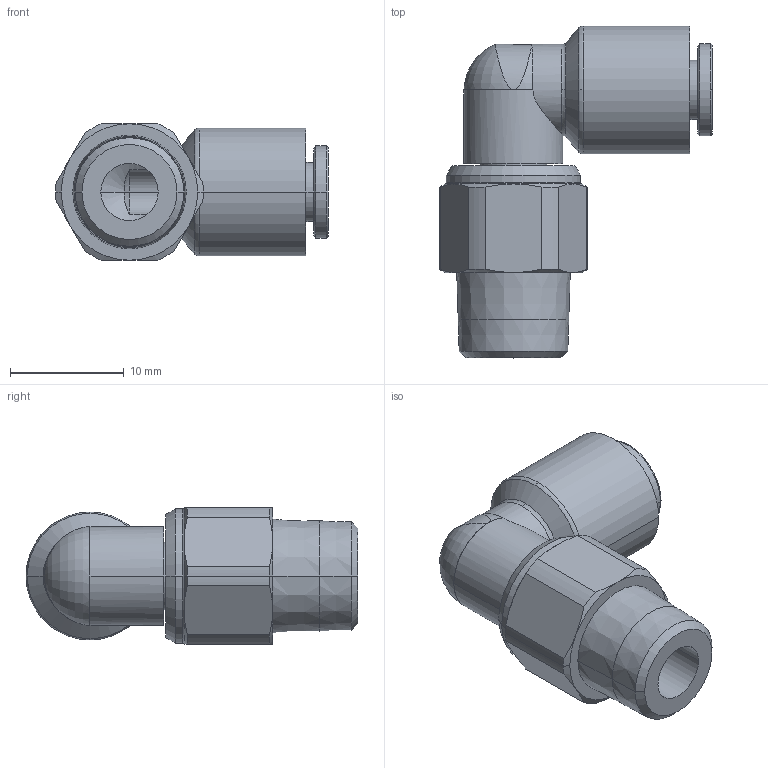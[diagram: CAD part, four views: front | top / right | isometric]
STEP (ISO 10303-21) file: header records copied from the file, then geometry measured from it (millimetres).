
FILE_DESCRIPTION(('STEP AP214'),'1');
FILE_NAME('3159_04_10.stp','2016-07-07T14:53:48',('TraceParts'),('TraceParts S.A.'),'Spatial InterOp 3D',' ',' ');
FILE_SCHEMA(('automotive_design'));
Length unit declared in the file: millimetre
Products named in the file (1): 1
Bounding box: 24 x 29.2 x 12 mm (x, y, z)
Volume: 2743.7 mm3; surface area: 2285.6 mm2
Topology: 1 solids, 1 shells, 88 faces, 211 edges, 132 vertices
Faces by surface type: cone 32, cylinder 29, plane 16, torus 11
Entity records: 3034 total; most frequent: CARTESIAN_POINT 972, DIRECTION 463, ORIENTED_EDGE 422, EDGE_CURVE 211, AXIS2_PLACEMENT_3D 205, VERTEX_POINT 132, CIRCLE 116, EDGE_LOOP 97
